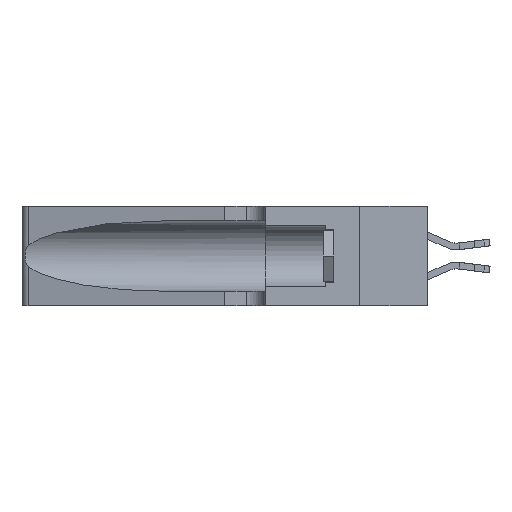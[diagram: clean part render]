
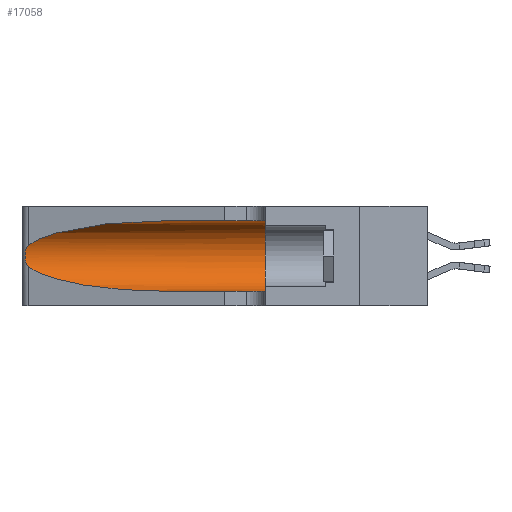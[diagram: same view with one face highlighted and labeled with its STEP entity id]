
A CAD part, left-side view. The second image highlights one B-rep face of the part: STEP entity #17058.
In plain terms, the highlighted cylindrical face has radius 3.308 mm (diameter 6.617 mm), a partial arc.
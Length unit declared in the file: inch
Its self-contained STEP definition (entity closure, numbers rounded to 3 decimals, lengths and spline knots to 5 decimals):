
#102 = FACE_OUTER_BOUND ( 'NONE', #5305, .T. ) ;
#644 = CARTESIAN_POINT ( 'NONE',  ( 0.2373, 1.15595, 0.28018 ) ) ;
#902 = EDGE_CURVE ( 'NONE', #2774, #28876, #18089, .T. ) ;
#960 = CARTESIAN_POINT ( 'NONE',  ( 0.25789, 1.23486, 0.15765 ) ) ;
#1024 = VERTEX_POINT ( 'NONE', #25122 ) ;
#1083 = CARTESIAN_POINT ( 'NONE',  ( 0.25639, 1.23184, 0.21858 ) ) ;
#1296 = DIRECTION ( 'NONE',  ( 0., 1., 0. ) ) ;
#1832 = LINE ( 'NONE', #2232, #18851 ) ;
#1955 = CARTESIAN_POINT ( 'NONE',  ( 0.25487, 1.22718, 0.14631 ) ) ;
#2232 = CARTESIAN_POINT ( 'NONE',  ( 0.1305, 1.61858, 0.05475 ) ) ;
#2774 = VERTEX_POINT ( 'NONE', #26729 ) ;
#4086 = VERTEX_POINT ( 'NONE', #28969 ) ;
#5304 = VERTEX_POINT ( 'NONE', #26955 ) ;
#5305 = EDGE_LOOP ( 'NONE', ( #27031, #15631, #22265, #26892, #16572, #25436 ) ) ;
#5575 = CARTESIAN_POINT ( 'NONE',  ( 0.1305, 0.35, 0.05475 ) ) ;
#5984 = CARTESIAN_POINT ( 'NONE',  ( 0.25854, 1.2359, 0.20912 ) ) ;
#6092 = CARTESIAN_POINT ( 'NONE',  ( 0.1305, 0.35, 0.185 ) ) ;
#6217 = CARTESIAN_POINT ( 'NONE',  ( 0.25487, 1.22718, 0.14631 ) ) ;
#7014 = CARTESIAN_POINT ( 'NONE',  ( 0.1305, 1.61858, 0.31525 ) ) ;
#8446 = CYLINDRICAL_SURFACE ( 'NONE', #23966, 0.13025 ) ;
#9263 =( BOUNDED_CURVE ( )  B_SPLINE_CURVE ( 3, ( #28161, #31056, #644, #21530 ),
 .UNSPECIFIED., .F., .F. ) 
 B_SPLINE_CURVE_WITH_KNOTS ( ( 4, 4 ),
 ( 1.5708, 2.84003 ),
 .UNSPECIFIED. ) 
 CURVE ( )  GEOMETRIC_REPRESENTATION_ITEM ( )  RATIONAL_B_SPLINE_CURVE ( ( 1., 0.87, 0.87, 1. ) ) 
 REPRESENTATION_ITEM ( '' )  );
#11099 = CARTESIAN_POINT ( 'NONE',  ( 0.26075, 1.23896, 0.178 ) ) ;
#12902 = DIRECTION ( 'NONE',  ( 0., 0., -1. ) ) ;
#13320 = CARTESIAN_POINT ( 'NONE',  ( 0.1305, 1.61858, 0.185 ) ) ;
#13677 = CARTESIAN_POINT ( 'NONE',  ( 0.25487, 1.22718, 0.22369 ) ) ;
#14148 = DIRECTION ( 'NONE',  ( 0., -1., 0. ) ) ;
#15631 = ORIENTED_EDGE ( 'NONE', *, *, #26521, .T. ) ;
#16192 = CARTESIAN_POINT ( 'NONE',  ( 0.25856, 1.23593, 0.16098 ) ) ;
#16572 = ORIENTED_EDGE ( 'NONE', *, *, #902, .F. ) ;
#17058 = ADVANCED_FACE ( 'NONE', ( #102 ), #8446, .F. ) ;
#17180 = CARTESIAN_POINT ( 'NONE',  ( 0.1305, 0.72297, 0.05475 ) ) ;
#17754 = EDGE_CURVE ( 'NONE', #4086, #2774, #30596, .T. ) ;
#18089 = CIRCLE ( 'NONE', #28136, 0.13025 ) ;
#18606 = CARTESIAN_POINT ( 'NONE',  ( 0.25555, 1.22994, 0.2215 ) ) ;
#18726 = CARTESIAN_POINT ( 'NONE',  ( 0.25555, 1.22993, 0.14849 ) ) ;
#18851 = VECTOR ( 'NONE', #14148, 39.37008 ) ;
#18958 = CARTESIAN_POINT ( 'NONE',  ( 0.25639, 1.23186, 0.15144 ) ) ;
#19103 = CARTESIAN_POINT ( 'NONE',  ( 0.25487, 1.22718, 0.14631 ) ) ;
#19551 = VERTEX_POINT ( 'NONE', #19103 ) ;
#21158 = CARTESIAN_POINT ( 'NONE',  ( 0.25787, 1.23484, 0.2124 ) ) ;
#21389 = CARTESIAN_POINT ( 'NONE',  ( 0.26018, 1.23835, 0.19895 ) ) ;
#21530 = CARTESIAN_POINT ( 'NONE',  ( 0.25487, 1.22718, 0.22369 ) ) ;
#21703 = EDGE_CURVE ( 'NONE', #5304, #28876, #1832, .T. ) ;
#22054 = DIRECTION ( 'NONE',  ( 0., -1., 0. ) ) ;
#22265 = ORIENTED_EDGE ( 'NONE', *, *, #25313, .T. ) ;
#22683 = B_SPLINE_CURVE_WITH_KNOTS ( 'NONE', 3,
 ( #13677, #18606, #1083, #21158, #5984, #21389, #23715, #11099, #31361, #16192, #960, #18958, #18726, #6217 ),
 .UNSPECIFIED., .F., .F.,
 ( 4, 2, 2, 2, 2, 2, 4 ),
 ( 0., 0.00027, 0.00053, 0.00107, 0.0016, 0.00187, 0.00214 ),
 .UNSPECIFIED. ) ;
#23069 = DIRECTION ( 'NONE',  ( 0., -1., 0. ) ) ;
#23715 = CARTESIAN_POINT ( 'NONE',  ( 0.26075, 1.23896, 0.19203 ) ) ;
#23966 = AXIS2_PLACEMENT_3D ( 'NONE', #13320, #23069, #12902 ) ;
#24707 = CARTESIAN_POINT ( 'NONE',  ( 0.18966, 0.96281, 0.05475 ) ) ;
#25122 = CARTESIAN_POINT ( 'NONE',  ( 0.25487, 1.22718, 0.22369 ) ) ;
#25313 = EDGE_CURVE ( 'NONE', #19551, #5304, #30961, .T. ) ;
#25436 = ORIENTED_EDGE ( 'NONE', *, *, #17754, .F. ) ;
#26521 = EDGE_CURVE ( 'NONE', #1024, #19551, #22683, .T. ) ;
#26665 = DIRECTION ( 'NONE',  ( 0., 0., 1. ) ) ;
#26729 = CARTESIAN_POINT ( 'NONE',  ( 0.1305, 0.35, 0.31525 ) ) ;
#26892 = ORIENTED_EDGE ( 'NONE', *, *, #21703, .T. ) ;
#26955 = CARTESIAN_POINT ( 'NONE',  ( 0.1305, 0.72297, 0.05475 ) ) ;
#27031 = ORIENTED_EDGE ( 'NONE', *, *, #30809, .T. ) ;
#27412 = VECTOR ( 'NONE', #22054, 39.37008 ) ;
#28136 = AXIS2_PLACEMENT_3D ( 'NONE', #6092, #1296, #26665 ) ;
#28161 = CARTESIAN_POINT ( 'NONE',  ( 0.1305, 0.72297, 0.31525 ) ) ;
#28876 = VERTEX_POINT ( 'NONE', #5575 ) ;
#28969 = CARTESIAN_POINT ( 'NONE',  ( 0.1305, 0.72297, 0.31525 ) ) ;
#30596 = LINE ( 'NONE', #7014, #27412 ) ;
#30809 = EDGE_CURVE ( 'NONE', #4086, #1024, #9263, .T. ) ;
#30961 =( BOUNDED_CURVE ( )  B_SPLINE_CURVE ( 3, ( #1955, #32344, #24707, #17180 ),
 .UNSPECIFIED., .F., .T. ) 
 B_SPLINE_CURVE_WITH_KNOTS ( ( 4, 4 ),
 ( 3.44316, 4.71239 ),
 .UNSPECIFIED. ) 
 CURVE ( )  GEOMETRIC_REPRESENTATION_ITEM ( )  RATIONAL_B_SPLINE_CURVE ( ( 1., 0.87, 0.87, 1. ) ) 
 REPRESENTATION_ITEM ( '' )  );
#31056 = CARTESIAN_POINT ( 'NONE',  ( 0.18966, 0.96281, 0.31525 ) ) ;
#31361 = CARTESIAN_POINT ( 'NONE',  ( 0.26017, 1.23833, 0.17102 ) ) ;
#32344 = CARTESIAN_POINT ( 'NONE',  ( 0.2373, 1.15595, 0.08982 ) ) ;
